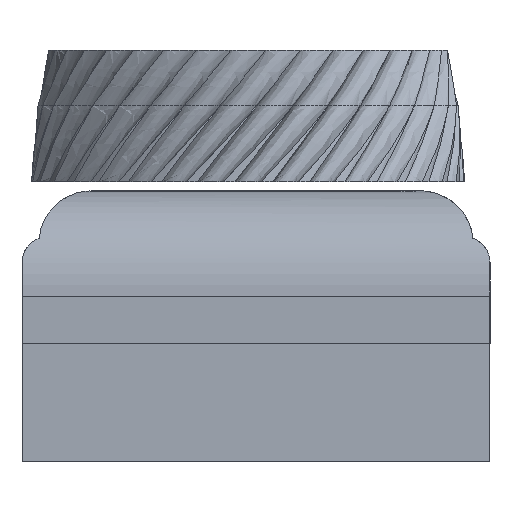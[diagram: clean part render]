
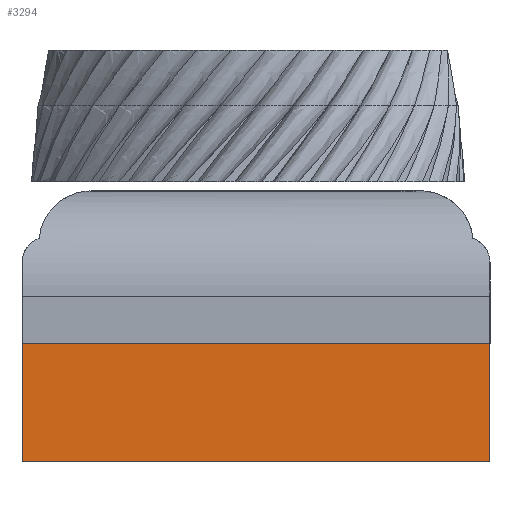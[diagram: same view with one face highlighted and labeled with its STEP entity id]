
A CAD part, front view. The second image highlights one B-rep face of the part: STEP entity #3294.
In plain terms, the highlighted planar face has unit normal (0, -1, 0).
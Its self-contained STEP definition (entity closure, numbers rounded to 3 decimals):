
#402=PLANE('',#3564);
#478=FACE_OUTER_BOUND('',#699,.T.);
#699=EDGE_LOOP('',(#2389,#2390,#2391,#2392));
#908=LINE('',#4472,#1087);
#963=LINE('',#4599,#1142);
#973=LINE('',#4626,#1152);
#974=LINE('',#4628,#1153);
#1087=VECTOR('',#3804,10.);
#1142=VECTOR('',#3921,10.);
#1152=VECTOR('',#3953,10.);
#1153=VECTOR('',#3956,10.);
#1399=VERTEX_POINT('',#4469);
#1400=VERTEX_POINT('',#4471);
#1440=VERTEX_POINT('',#4596);
#1441=VERTEX_POINT('',#4598);
#1718=EDGE_CURVE('',#1399,#1400,#908,.T.);
#1780=EDGE_CURVE('',#1440,#1441,#963,.T.);
#1794=EDGE_CURVE('',#1440,#1400,#973,.T.);
#1795=EDGE_CURVE('',#1441,#1399,#974,.T.);
#2389=ORIENTED_EDGE('',*,*,#1794,.T.);
#2390=ORIENTED_EDGE('',*,*,#1718,.F.);
#2391=ORIENTED_EDGE('',*,*,#1795,.F.);
#2392=ORIENTED_EDGE('',*,*,#1780,.F.);
#3294=ADVANCED_FACE('',(#478),#402,.T.);
#3564=AXIS2_PLACEMENT_3D('',#4627,#3954,#3955);
#3804=DIRECTION('',(1.,0.,0.));
#3921=DIRECTION('',(-1.,0.,0.));
#3953=DIRECTION('',(0.,0.,1.));
#3954=DIRECTION('center_axis',(0.,-1.,0.));
#3955=DIRECTION('ref_axis',(1.,0.,0.));
#3956=DIRECTION('',(0.,0.,1.));
#4469=CARTESIAN_POINT('',(-8.9,-11.6,3.));
#4471=CARTESIAN_POINT('',(8.9,-11.6,3.));
#4472=CARTESIAN_POINT('',(8.9,-11.6,3.));
#4596=CARTESIAN_POINT('',(8.9,-11.6,-1.5));
#4598=CARTESIAN_POINT('',(-8.9,-11.6,-1.5));
#4599=CARTESIAN_POINT('',(8.9,-11.6,-1.5));
#4626=CARTESIAN_POINT('',(8.9,-11.6,0.));
#4627=CARTESIAN_POINT('Origin',(-8.9,-11.6,0.));
#4628=CARTESIAN_POINT('',(-8.9,-11.6,0.));
